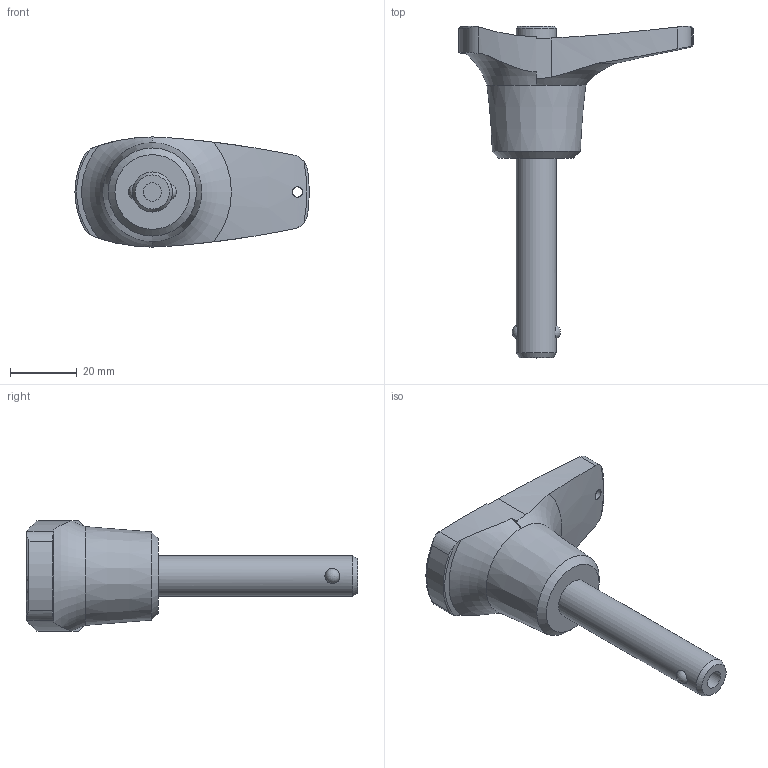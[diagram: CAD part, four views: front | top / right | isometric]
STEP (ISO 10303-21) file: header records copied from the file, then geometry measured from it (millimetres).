
FILE_DESCRIPTION( ( 'STEP AP214' ), '1' );
FILE_NAME( 'K0792.1047120500.stp', '2020-12-10T14:14:56', ( '' ), ( '' ), ' ', 'PARTsolutions', ' ' );
FILE_SCHEMA( ( 'AUTOMOTIVE_DESIGN { 1 0 10303 214 1 1 1 1 }' ) );
Length unit declared in the file: millimetre
Products named in the file (1): _K0792.1047120500
Bounding box: 70.17 x 99.5 x 33 mm (x, y, z)
Volume: 39341.5 mm3; surface area: 13451.5 mm2
Topology: 1 solids, 1 shells, 57 faces, 138 edges, 89 vertices
Faces by surface type: cylinder 22, plane 14, cone 11, torus 6, bspline 2, sphere 2
Full cylindrical faces by diameter (mm): 2.96 x1, 3.1 x1, 4.5 x2, 5.48 x2, 5.5 x1, 12 x2, 12.02 x1
Entity records: 2772 total; most frequent: CARTESIAN_POINT 1117, ORIENTED_EDGE 228, DIRECTION 226, EDGE_CURVE 114, AXIS2_PLACEMENT_3D 104, EDGE_LOOP 87, VERTEX_POINT 85, FACE_OUTER_BOUND 67
